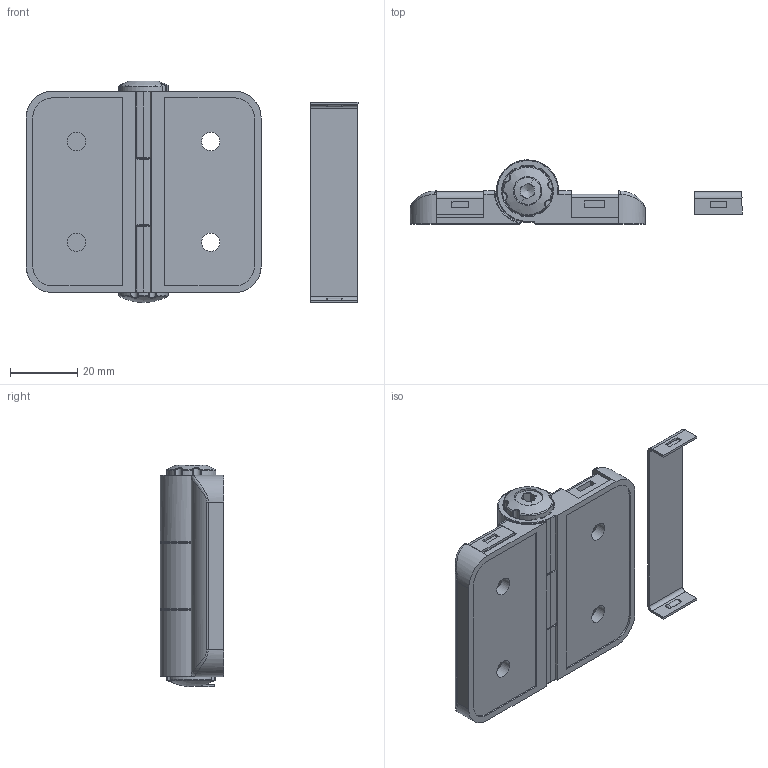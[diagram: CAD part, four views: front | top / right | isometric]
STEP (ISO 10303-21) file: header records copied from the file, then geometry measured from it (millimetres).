
FILE_DESCRIPTION(/* description */ (''),/* implementation_level */ '2;1');
FILE_NAME(/* name */ 'H-ETC6070.stp',/* time_stamp */ '2025-08-21T09:23:28+09:00',/* author */ ('user'),/* organization */ (''),/* preprocessor_version */ 'ST-DEVELOPER v15.6',/* originating_system */ 'Autodesk Inventor 2015',/* authorisation */ '');
FILE_SCHEMA (('AUTOMOTIVE_DESIGN { 1 0 10303 214 3 1 1 }'));
Length unit declared in the file: millimetre
Products named in the file (8): 날개 - 2-R1; 날개 - 1-R1; 덮개 - 1; 덮개 - 2_R2; 스텐커버; 스텐커버_MIR; 축-R2(Ø5); H-ETC6070
Bounding box: 98.83 x 19 x 66.03 mm (x, y, z)
Volume: 33223.1 mm3; surface area: 24664.7 mm2
Topology: 7 solids, 7 shells, 411 faces, 1045 edges, 670 vertices
Faces by surface type: plane 139, cylinder 127, torus 58, bspline 52, sphere 32, cone 3
Full cylindrical faces by diameter (mm): 3.2 x2, 3.5 x1, 5 x1, 5.2 x2, 5.5 x4, 7.992 x1, 8.5 x1, 10 x4
Entity records: 28174 total; most frequent: CARTESIAN_POINT 18353, ORIENTED_EDGE 2036, DIRECTION 1958, EDGE_CURVE 1018, AXIS2_PLACEMENT_3D 771, VERTEX_POINT 667, EDGE_LOOP 473, LINE 416
